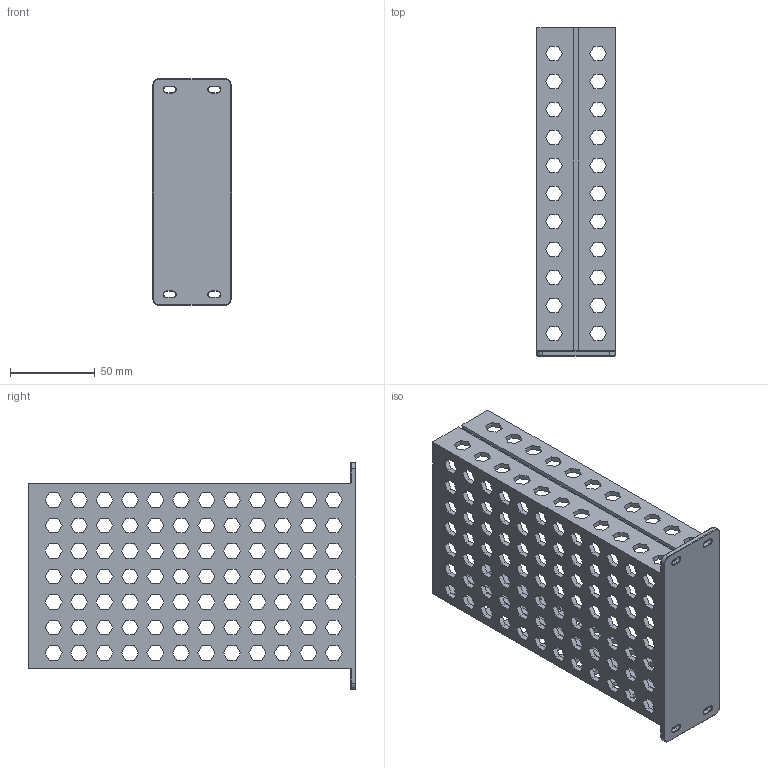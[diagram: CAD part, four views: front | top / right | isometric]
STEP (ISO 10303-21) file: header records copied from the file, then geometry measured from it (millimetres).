
FILE_DESCRIPTION(('FreeCAD Model'),'2;1');
FILE_NAME('Open CASCADE Shape Model','2025-05-22T23:54:35',(''),(''), 'Open CASCADE STEP processor 7.8','FreeCAD','Unknown');
FILE_SCHEMA(('AUTOMOTIVE_DESIGN { 1 0 10303 214 1 1 1 1 }'));
Length unit declared in the file: millimetre
Products named in the file (1): Body
Bounding box: 46 x 193 x 133.35 mm (x, y, z)
Volume: 98766.5 mm3; surface area: 85589.1 mm2
Topology: 1 solids, 1 shells, 874 faces, 2554 edges, 1682 vertices
Faces by surface type: plane 798, cylinder 48, torus 24, bspline 4
Entity records: 29606 total; most frequent: CARTESIAN_POINT 5863, ORIENTED_EDGE 5108, DIRECTION 4388, EDGE_CURVE 2554, LINE 2438, VECTOR 2438, VERTEX_POINT 1682, FACE_BOUND 1138
